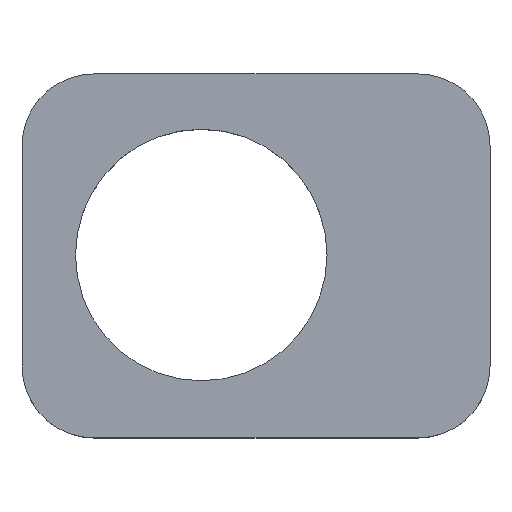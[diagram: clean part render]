
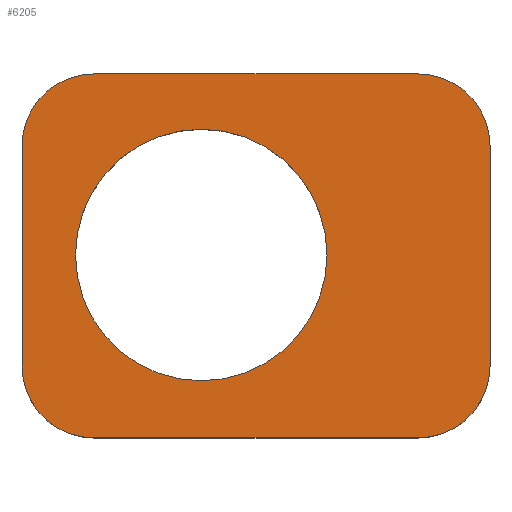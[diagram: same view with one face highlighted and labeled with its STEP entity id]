
A CAD part, top view. The second image highlights one B-rep face of the part: STEP entity #6205.
In plain terms, the highlighted planar face has unit normal (0, 0, 1).
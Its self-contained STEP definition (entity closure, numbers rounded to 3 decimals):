
#18 = CIRCLE ( 'NONE', #7214, 2. ) ;
#54 = DIRECTION ( 'NONE',  ( 0., 0., -1. ) ) ;
#104 = VERTEX_POINT ( 'NONE', #2405 ) ;
#396 = VERTEX_POINT ( 'NONE', #2610 ) ;
#605 = VERTEX_POINT ( 'NONE', #845 ) ;
#645 = ORIENTED_EDGE ( 'NONE', *, *, #8304, .T. ) ;
#693 = LINE ( 'NONE', #7409, #7450 ) ;
#707 = DIRECTION ( 'NONE',  ( -1., 0., 0. ) ) ;
#845 = CARTESIAN_POINT ( 'NONE',  ( -16.242, 7.957, 2.7 ) ) ;
#869 = CARTESIAN_POINT ( 'NONE',  ( -24.277, 4.92, 2.7 ) ) ;
#918 = CIRCLE ( 'NONE', #2754, 3.5 ) ;
#994 = VERTEX_POINT ( 'NONE', #2289 ) ;
#1093 = ORIENTED_EDGE ( 'NONE', *, *, #4678, .T. ) ;
#1215 = DIRECTION ( 'NONE',  ( 1., 0., 0. ) ) ;
#1321 = DIRECTION ( 'NONE',  ( 1., 0., 0. ) ) ;
#1666 = EDGE_CURVE ( 'NONE', #8480, #994, #918, .T. ) ;
#2027 = CARTESIAN_POINT ( 'NONE',  ( -18.242, -0.168, 2.7 ) ) ;
#2068 = ORIENTED_EDGE ( 'NONE', *, *, #2423, .T. ) ;
#2104 = CIRCLE ( 'NONE', #2517, 2. ) ;
#2113 = EDGE_LOOP ( 'NONE', ( #2068, #1093, #4412, #7854, #5734, #8624, #645, #5033 ) ) ;
#2289 = CARTESIAN_POINT ( 'NONE',  ( -27.777, 4.92, 2.7 ) ) ;
#2387 = CIRCLE ( 'NONE', #2810, 3.5 ) ;
#2405 = CARTESIAN_POINT ( 'NONE',  ( -18.242, 9.957, 2.7 ) ) ;
#2423 = EDGE_CURVE ( 'NONE', #7734, #4085, #693, .T. ) ;
#2504 = CARTESIAN_POINT ( 'NONE',  ( -27.265, 1.832, 2.7 ) ) ;
#2517 = AXIS2_PLACEMENT_3D ( 'NONE', #2504, #6478, #7842 ) ;
#2555 = DIRECTION ( 'NONE',  ( 0., 0., 1. ) ) ;
#2610 = CARTESIAN_POINT ( 'NONE',  ( -16.242, 1.832, 2.7 ) ) ;
#2613 = FACE_BOUND ( 'NONE', #8222, .T. ) ;
#2639 = DIRECTION ( 'NONE',  ( 0., 0., 1. ) ) ;
#2659 = CARTESIAN_POINT ( 'NONE',  ( 0., 0., 2.7 ) ) ;
#2730 = CARTESIAN_POINT ( 'NONE',  ( -16.242, 1.832, 2.7 ) ) ;
#2754 = AXIS2_PLACEMENT_3D ( 'NONE', #7431, #54, #1215 ) ;
#2810 = AXIS2_PLACEMENT_3D ( 'NONE', #869, #8408, #7582 ) ;
#2858 = CARTESIAN_POINT ( 'NONE',  ( -27.265, 9.957, 2.7 ) ) ;
#3172 = EDGE_CURVE ( 'NONE', #6758, #4317, #6130, .T. ) ;
#3343 = CARTESIAN_POINT ( 'NONE',  ( -20.777, 4.92, 2.7 ) ) ;
#3384 = DIRECTION ( 'NONE',  ( 0., -1., 0. ) ) ;
#3454 = EDGE_CURVE ( 'NONE', #396, #605, #8114, .T. ) ;
#4085 = VERTEX_POINT ( 'NONE', #7217 ) ;
#4092 = DIRECTION ( 'NONE',  ( 1., 0., 0. ) ) ;
#4099 = ORIENTED_EDGE ( 'NONE', *, *, #1666, .T. ) ;
#4184 = DIRECTION ( 'NONE',  ( 0., 0., 1. ) ) ;
#4317 = VERTEX_POINT ( 'NONE', #6789 ) ;
#4389 = AXIS2_PLACEMENT_3D ( 'NONE', #8650, #5958, #707 ) ;
#4412 = ORIENTED_EDGE ( 'NONE', *, *, #3172, .T. ) ;
#4440 = EDGE_CURVE ( 'NONE', #994, #8480, #2387, .T. ) ;
#4528 = CIRCLE ( 'NONE', #8243, 2. ) ;
#4664 = CARTESIAN_POINT ( 'NONE',  ( -18.242, 9.957, 2.7 ) ) ;
#4665 = VECTOR ( 'NONE', #7280, 1000. ) ;
#4678 = EDGE_CURVE ( 'NONE', #4085, #6758, #2104, .T. ) ;
#4913 = VERTEX_POINT ( 'NONE', #2858 ) ;
#5033 = ORIENTED_EDGE ( 'NONE', *, *, #8410, .T. ) ;
#5416 = DIRECTION ( 'NONE',  ( 0., 1., 0. ) ) ;
#5734 = ORIENTED_EDGE ( 'NONE', *, *, #3454, .T. ) ;
#5767 = ORIENTED_EDGE ( 'NONE', *, *, #4440, .T. ) ;
#5784 = CIRCLE ( 'NONE', #4389, 2. ) ;
#5958 = DIRECTION ( 'NONE',  ( 0., 0., 1. ) ) ;
#6037 = DIRECTION ( 'NONE',  ( 1., 0., 0. ) ) ;
#6130 = LINE ( 'NONE', #2027, #6449 ) ;
#6205 = ADVANCED_FACE ( 'NONE', ( #2613, #7953 ), #7553, .T. ) ;
#6449 = VECTOR ( 'NONE', #4092, 1000. ) ;
#6478 = DIRECTION ( 'NONE',  ( 0., 0., 1. ) ) ;
#6758 = VERTEX_POINT ( 'NONE', #8079 ) ;
#6781 = EDGE_CURVE ( 'NONE', #4317, #396, #5784, .T. ) ;
#6789 = CARTESIAN_POINT ( 'NONE',  ( -18.242, -0.168, 2.7 ) ) ;
#6790 = AXIS2_PLACEMENT_3D ( 'NONE', #2659, #4184, #8249 ) ;
#7157 = VECTOR ( 'NONE', #5416, 1000. ) ;
#7214 = AXIS2_PLACEMENT_3D ( 'NONE', #7369, #2639, #1321 ) ;
#7217 = CARTESIAN_POINT ( 'NONE',  ( -29.265, 1.832, 2.7 ) ) ;
#7280 = DIRECTION ( 'NONE',  ( -1., 0., 0. ) ) ;
#7369 = CARTESIAN_POINT ( 'NONE',  ( -27.265, 7.957, 2.7 ) ) ;
#7409 = CARTESIAN_POINT ( 'NONE',  ( -29.265, 1.832, 2.7 ) ) ;
#7431 = CARTESIAN_POINT ( 'NONE',  ( -24.277, 4.92, 2.7 ) ) ;
#7450 = VECTOR ( 'NONE', #3384, 1000. ) ;
#7553 = PLANE ( 'NONE',  #6790 ) ;
#7582 = DIRECTION ( 'NONE',  ( 1., 0., 0. ) ) ;
#7734 = VERTEX_POINT ( 'NONE', #8541 ) ;
#7842 = DIRECTION ( 'NONE',  ( -1., 0., 0. ) ) ;
#7848 = CARTESIAN_POINT ( 'NONE',  ( -18.242, 7.957, 2.7 ) ) ;
#7854 = ORIENTED_EDGE ( 'NONE', *, *, #6781, .T. ) ;
#7953 = FACE_OUTER_BOUND ( 'NONE', #2113, .T. ) ;
#8024 = LINE ( 'NONE', #4664, #4665 ) ;
#8079 = CARTESIAN_POINT ( 'NONE',  ( -27.265, -0.168, 2.7 ) ) ;
#8114 = LINE ( 'NONE', #2730, #7157 ) ;
#8222 = EDGE_LOOP ( 'NONE', ( #5767, #4099 ) ) ;
#8243 = AXIS2_PLACEMENT_3D ( 'NONE', #7848, #2555, #6037 ) ;
#8249 = DIRECTION ( 'NONE',  ( 1., 0., 0. ) ) ;
#8304 = EDGE_CURVE ( 'NONE', #104, #4913, #8024, .T. ) ;
#8408 = DIRECTION ( 'NONE',  ( 0., 0., -1. ) ) ;
#8410 = EDGE_CURVE ( 'NONE', #4913, #7734, #18, .T. ) ;
#8480 = VERTEX_POINT ( 'NONE', #3343 ) ;
#8516 = EDGE_CURVE ( 'NONE', #605, #104, #4528, .T. ) ;
#8541 = CARTESIAN_POINT ( 'NONE',  ( -29.265, 7.957, 2.7 ) ) ;
#8624 = ORIENTED_EDGE ( 'NONE', *, *, #8516, .T. ) ;
#8650 = CARTESIAN_POINT ( 'NONE',  ( -18.242, 1.832, 2.7 ) ) ;
